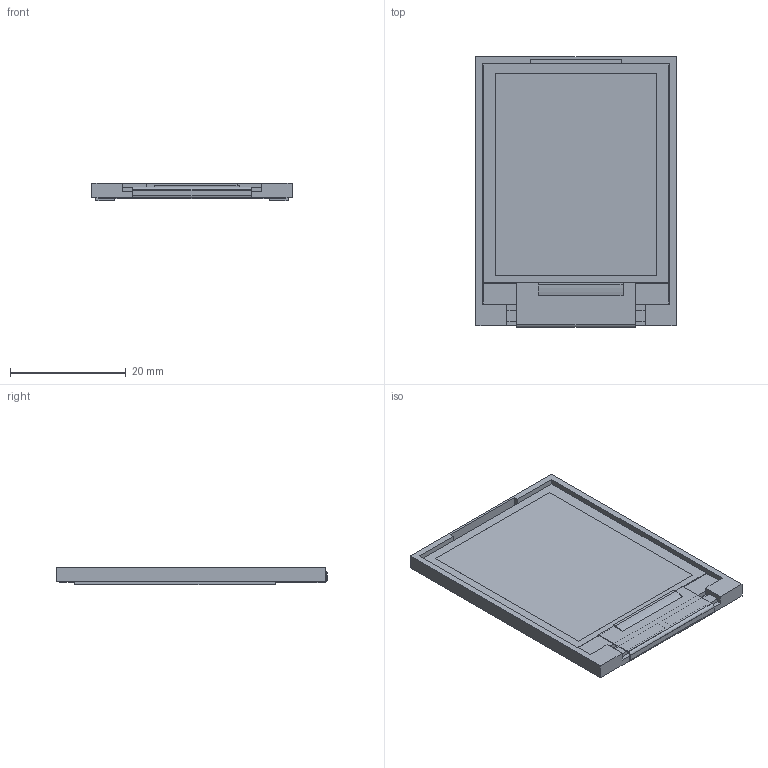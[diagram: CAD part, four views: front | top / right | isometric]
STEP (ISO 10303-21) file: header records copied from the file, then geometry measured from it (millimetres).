
FILE_DESCRIPTION(/* description */ ('Unknown'),/* implementation_level */ '2;1');
FILE_NAME(/* name */ '1.8in TFT (Without Glass)- Tucked Cable',/* time_stamp */ '2018-10-29T14:03:04-04:00',/* author */ ('Unknown'),/* organization */ ('Unknown'),/* preprocessor_version */ 'ST-DEVELOPER v16.7',/* originating_system */ 'DEX',/* authorisation */ $);
FILE_SCHEMA (('AUTOMOTIVE_DESIGN {1 0 10303 214 3 1 1}'));
Length unit declared in the file: millimetre
Products named in the file (1): 1.8in TFT (Without Glass)- Tucked Cable
Bounding box: 34.67 x 46.87 x 3.07 mm (x, y, z)
Volume: 3058.1 mm3; surface area: 4752.6 mm2
Topology: 1 solids, 21 shells, 415 faces, 1073 edges, 700 vertices
Faces by surface type: plane 359, bspline 43, cylinder 13
Entity records: 17237 total; most frequent: CARTESIAN_POINT 4928, ORIENTED_EDGE 2138, DIRECTION 1523, EDGE_CURVE 1069, LINE 721, VECTOR 721, VERTEX_POINT 700, EDGE_LOOP 439
